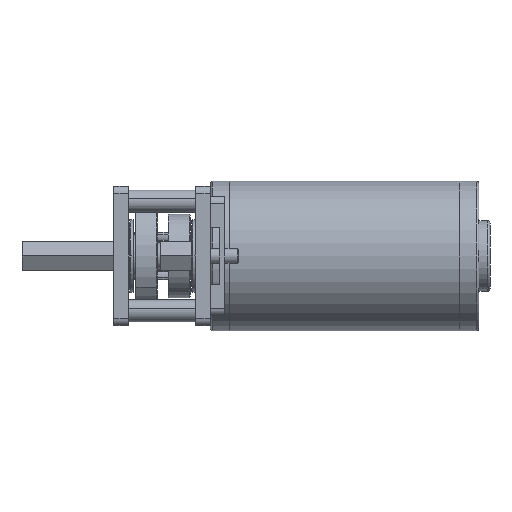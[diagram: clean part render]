
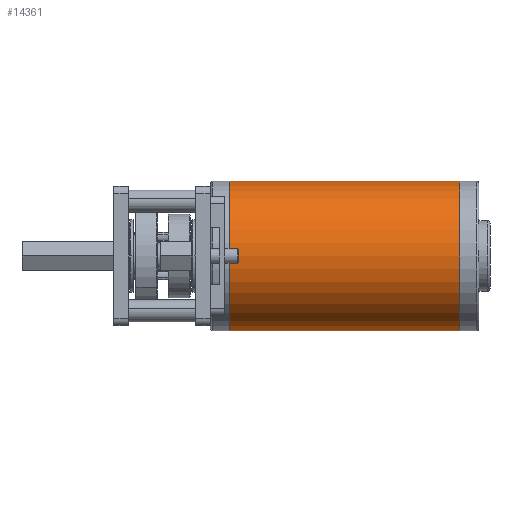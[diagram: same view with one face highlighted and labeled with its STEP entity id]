
A CAD part, left-side view. The second image highlights one B-rep face of the part: STEP entity #14361.
In plain terms, the highlighted cylindrical face has radius 32.004 mm (diameter 64.008 mm), a partial arc.
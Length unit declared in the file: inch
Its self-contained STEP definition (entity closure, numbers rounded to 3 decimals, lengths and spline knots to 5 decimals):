
#738 = VERTEX_POINT ( 'NONE', #15640 ) ;
#1047 = FACE_OUTER_BOUND ( 'NONE', #12214, .T. ) ;
#1298 = ORIENTED_EDGE ( 'NONE', *, *, #19789, .T. ) ;
#1558 = ORIENTED_EDGE ( 'NONE', *, *, #9671, .T. ) ;
#1580 = CARTESIAN_POINT ( 'NONE',  ( 1.4, 4.303, -3.438 ) ) ;
#1584 = DIRECTION ( 'NONE',  ( 0., 0., -1. ) ) ;
#1779 = AXIS2_PLACEMENT_3D ( 'NONE', #1580, #12493, #3127 ) ;
#2037 = LINE ( 'NONE', #17591, #13522 ) ;
#2510 = AXIS2_PLACEMENT_3D ( 'NONE', #5701, #8787, #15058 ) ;
#3127 = DIRECTION ( 'NONE',  ( -1., 0., 0. ) ) ;
#3298 = DIRECTION ( 'NONE',  ( 0., 0., -1. ) ) ;
#4892 = CIRCLE ( 'NONE', #13865, 1.26 ) ;
#5101 = LINE ( 'NONE', #12645, #13403 ) ;
#5701 = CARTESIAN_POINT ( 'NONE',  ( 1.4, 4.303, 0.426 ) ) ;
#6224 = ORIENTED_EDGE ( 'NONE', *, *, #16505, .F. ) ;
#7014 = ORIENTED_EDGE ( 'NONE', *, *, #7697, .F. ) ;
#7426 = VERTEX_POINT ( 'NONE', #9927 ) ;
#7697 = EDGE_CURVE ( 'NONE', #7426, #738, #2037, .T. ) ;
#8764 = CIRCLE ( 'NONE', #1779, 1.26 ) ;
#8787 = DIRECTION ( 'NONE',  ( 0., 0., -1. ) ) ;
#9583 = CARTESIAN_POINT ( 'NONE',  ( 1.4, 4.303, 0.426 ) ) ;
#9671 = EDGE_CURVE ( 'NONE', #7426, #15944, #4892, .T. ) ;
#9927 = CARTESIAN_POINT ( 'NONE',  ( 2.66, 4.303, 0.426 ) ) ;
#10926 = DIRECTION ( 'NONE',  ( -1., 0., 0. ) ) ;
#12214 = EDGE_LOOP ( 'NONE', ( #7014, #1558, #1298, #6224 ) ) ;
#12493 = DIRECTION ( 'NONE',  ( 0., 0., -1. ) ) ;
#12645 = CARTESIAN_POINT ( 'NONE',  ( 0.14, 4.303, 0.426 ) ) ;
#13001 = CYLINDRICAL_SURFACE ( 'NONE', #2510, 1.26 ) ;
#13403 = VECTOR ( 'NONE', #3298, 39.37008 ) ;
#13522 = VECTOR ( 'NONE', #16272, 39.37008 ) ;
#13865 = AXIS2_PLACEMENT_3D ( 'NONE', #9583, #1584, #10926 ) ;
#14361 = ADVANCED_FACE ( 'NONE', ( #1047 ), #13001, .T. ) ;
#14992 = VERTEX_POINT ( 'NONE', #17345 ) ;
#15058 = DIRECTION ( 'NONE',  ( -1., 0., 0. ) ) ;
#15640 = CARTESIAN_POINT ( 'NONE',  ( 2.66, 4.303, -3.438 ) ) ;
#15944 = VERTEX_POINT ( 'NONE', #18607 ) ;
#16272 = DIRECTION ( 'NONE',  ( 0., 0., -1. ) ) ;
#16505 = EDGE_CURVE ( 'NONE', #738, #14992, #8764, .T. ) ;
#17345 = CARTESIAN_POINT ( 'NONE',  ( 0.14, 4.303, -3.438 ) ) ;
#17591 = CARTESIAN_POINT ( 'NONE',  ( 2.66, 4.303, 0.426 ) ) ;
#18607 = CARTESIAN_POINT ( 'NONE',  ( 0.14, 4.303, 0.426 ) ) ;
#19789 = EDGE_CURVE ( 'NONE', #15944, #14992, #5101, .T. ) ;
